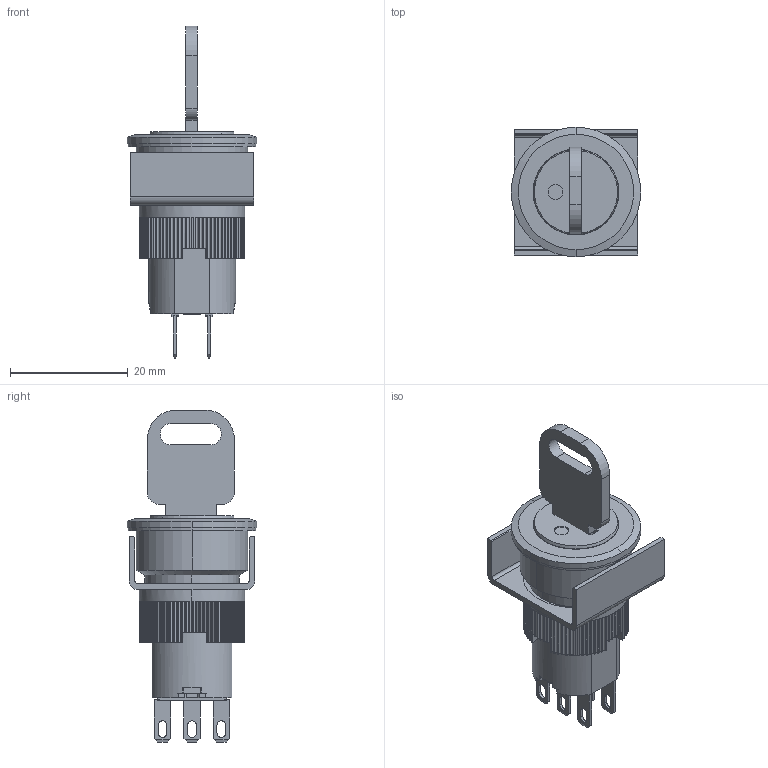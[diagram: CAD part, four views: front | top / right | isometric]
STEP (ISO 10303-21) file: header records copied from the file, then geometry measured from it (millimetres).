
FILE_DESCRIPTION (( 'STEP AP203' ), '1' );
FILE_NAME ('AF16JR-3DC2A.step', '2022-08-18T15:40:32', ( '' ), ( '' ), 'SwSTEP 2.0', 'SolidWorks 2021', '' );
FILE_SCHEMA (( 'CONFIG_CONTROL_DESIGN' ));
Length unit declared in the file: inch
Products named in the file (1): AF16JR-3DC2A
Bounding box: 22 x 22 x 56.4 mm (x, y, z)
Volume: 8117.1 mm3; surface area: 7252.5 mm2
Topology: 13 solids, 13 shells, 707 faces, 1990 edges, 1326 vertices
Faces by surface type: plane 518, cylinder 183, cone 6
Entity records: 22987 total; most frequent: CARTESIAN_POINT 4030, ORIENTED_EDGE 3980, DIRECTION 3962, EDGE_CURVE 1990, LINE 1430, VECTOR 1430, VERTEX_POINT 1326, AXIS2_PLACEMENT_3D 1266
